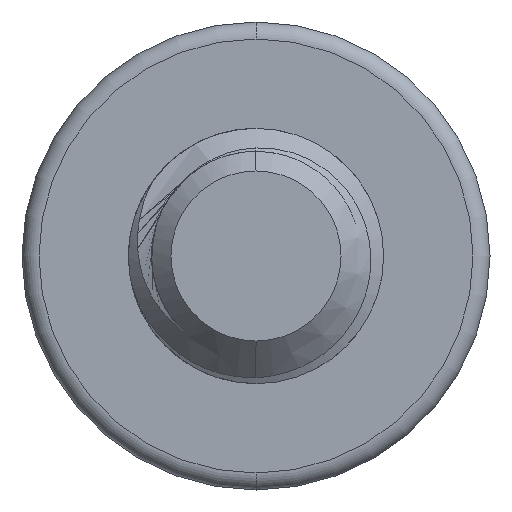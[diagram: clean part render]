
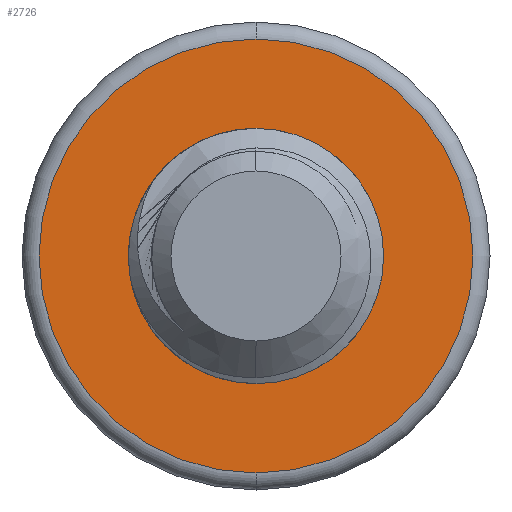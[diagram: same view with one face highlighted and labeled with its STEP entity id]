
A CAD part, front view. The second image highlights one B-rep face of the part: STEP entity #2726.
In plain terms, the highlighted planar face has unit normal (0, -1, 0).
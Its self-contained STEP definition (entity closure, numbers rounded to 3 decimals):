
#3 = AXIS2_PLACEMENT_3D ( 'NONE', #6284, #2236, #111 ) ;
#111 = DIRECTION ( 'NONE',  ( 0., 0., 1. ) ) ;
#202 = FACE_OUTER_BOUND ( 'NONE', #1992, .T. ) ;
#300 = DIRECTION ( 'NONE',  ( 0., 0., 1. ) ) ;
#475 = DIRECTION ( 'NONE',  ( 0., -1., 0. ) ) ;
#621 = ORIENTED_EDGE ( 'NONE', *, *, #892, .T. ) ;
#892 = EDGE_CURVE ( 'NONE', #2137, #6908, #2287, .T. ) ;
#905 = CARTESIAN_POINT ( 'NONE',  ( 0., 35., 2.55 ) ) ;
#1004 = AXIS2_PLACEMENT_3D ( 'NONE', #5152, #2519, #300 ) ;
#1228 = CARTESIAN_POINT ( 'NONE',  ( 0., 35., 0. ) ) ;
#1381 = CARTESIAN_POINT ( 'NONE',  ( 0., 35., -1.5 ) ) ;
#1532 = ORIENTED_EDGE ( 'NONE', *, *, #3524, .T. ) ;
#1552 = DIRECTION ( 'NONE',  ( 0., 1., 0. ) ) ;
#1773 = DIRECTION ( 'NONE',  ( 0., 0., 1. ) ) ;
#1992 = EDGE_LOOP ( 'NONE', ( #7028, #621 ) ) ;
#2137 = VERTEX_POINT ( 'NONE', #8011 ) ;
#2220 = VERTEX_POINT ( 'NONE', #3236 ) ;
#2236 = DIRECTION ( 'NONE',  ( 0., 1., 0. ) ) ;
#2287 = CIRCLE ( 'NONE', #3012, 2.55 ) ;
#2425 = CARTESIAN_POINT ( 'NONE',  ( 0., 35., 0. ) ) ;
#2519 = DIRECTION ( 'NONE',  ( 0., 1., 0. ) ) ;
#2550 = VERTEX_POINT ( 'NONE', #1381 ) ;
#2726 = ADVANCED_FACE ( 'NONE', ( #202, #4338 ), #2962, .F. ) ;
#2962 = PLANE ( 'NONE',  #7747 ) ;
#3012 = AXIS2_PLACEMENT_3D ( 'NONE', #2425, #475, #1773 ) ;
#3021 = CIRCLE ( 'NONE', #3, 1.5 ) ;
#3236 = CARTESIAN_POINT ( 'NONE',  ( 0., 35., 1.5 ) ) ;
#3524 = EDGE_CURVE ( 'NONE', #2220, #2550, #3021, .T. ) ;
#3648 = EDGE_CURVE ( 'NONE', #2550, #2220, #8052, .T. ) ;
#3841 = DIRECTION ( 'NONE',  ( 0., 0., 1. ) ) ;
#4338 = FACE_BOUND ( 'NONE', #4953, .T. ) ;
#4953 = EDGE_LOOP ( 'NONE', ( #5599, #1532 ) ) ;
#5152 = CARTESIAN_POINT ( 'NONE',  ( 0., 35., 0. ) ) ;
#5599 = ORIENTED_EDGE ( 'NONE', *, *, #3648, .T. ) ;
#5949 = DIRECTION ( 'NONE',  ( 0., -1., 0. ) ) ;
#6042 = CIRCLE ( 'NONE', #7493, 2.55 ) ;
#6284 = CARTESIAN_POINT ( 'NONE',  ( 0., 35., 0. ) ) ;
#6619 = EDGE_CURVE ( 'NONE', #6908, #2137, #6042, .T. ) ;
#6908 = VERTEX_POINT ( 'NONE', #905 ) ;
#7028 = ORIENTED_EDGE ( 'NONE', *, *, #6619, .T. ) ;
#7493 = AXIS2_PLACEMENT_3D ( 'NONE', #1228, #5949, #3841 ) ;
#7738 = CARTESIAN_POINT ( 'NONE',  ( 0., 35., 0. ) ) ;
#7747 = AXIS2_PLACEMENT_3D ( 'NONE', #7738, #1552, #7787 ) ;
#7787 = DIRECTION ( 'NONE',  ( 0., 0., 1. ) ) ;
#8011 = CARTESIAN_POINT ( 'NONE',  ( 0., 35., -2.55 ) ) ;
#8052 = CIRCLE ( 'NONE', #1004, 1.5 ) ;
